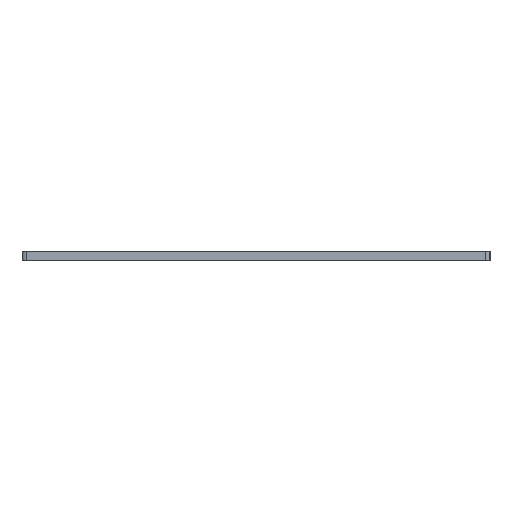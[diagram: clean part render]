
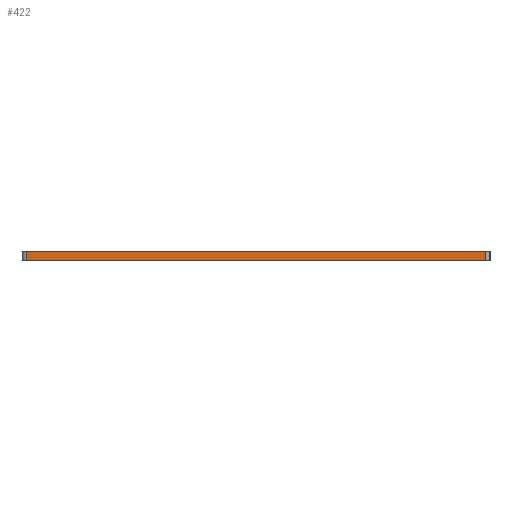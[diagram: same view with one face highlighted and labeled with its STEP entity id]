
A CAD part, left-side view. The second image highlights one B-rep face of the part: STEP entity #422.
In plain terms, the highlighted planar face has unit normal (-1, 0, 0).
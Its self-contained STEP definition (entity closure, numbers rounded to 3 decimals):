
#59 = DIRECTION ( 'NONE',  ( 0., 0., -1. ) ) ;
#398 = EDGE_CURVE ( 'NONE', #3240, #13587, #11152, .T. ) ;
#422 = ADVANCED_FACE ( 'NONE', ( #4637 ), #9007, .F. ) ;
#1188 = CARTESIAN_POINT ( 'NONE',  ( 8.855, 9.057, 2.5 ) ) ;
#1447 = ORIENTED_EDGE ( 'NONE', *, *, #398, .T. ) ;
#1903 = EDGE_CURVE ( 'NONE', #13587, #11699, #12882, .T. ) ;
#2351 = CARTESIAN_POINT ( 'NONE',  ( 8.855, 129.87, 2.5 ) ) ;
#2563 = VECTOR ( 'NONE', #10858, 1000. ) ;
#2735 = CARTESIAN_POINT ( 'NONE',  ( 8.855, 0., 2.5 ) ) ;
#2799 = LINE ( 'NONE', #2735, #11809 ) ;
#3240 = VERTEX_POINT ( 'NONE', #7386 ) ;
#3560 = CARTESIAN_POINT ( 'NONE',  ( 8.855, 0., 2.5 ) ) ;
#4017 = CARTESIAN_POINT ( 'NONE',  ( 8.855, 9.057, 0. ) ) ;
#4607 = ORIENTED_EDGE ( 'NONE', *, *, #1903, .T. ) ;
#4637 = FACE_OUTER_BOUND ( 'NONE', #6272, .T. ) ;
#5151 = DIRECTION ( 'NONE',  ( 0., -1., 0. ) ) ;
#5224 = CARTESIAN_POINT ( 'NONE',  ( 8.855, 9.057, 2.5 ) ) ;
#5500 = DIRECTION ( 'NONE',  ( 1., 0., 0. ) ) ;
#5929 = VECTOR ( 'NONE', #8177, 1000. ) ;
#6249 = ORIENTED_EDGE ( 'NONE', *, *, #12070, .F. ) ;
#6272 = EDGE_LOOP ( 'NONE', ( #4607, #12037, #6249, #1447 ) ) ;
#7386 = CARTESIAN_POINT ( 'NONE',  ( 8.855, 129.87, 2.5 ) ) ;
#8177 = DIRECTION ( 'NONE',  ( 0., -1., 0. ) ) ;
#8771 = DIRECTION ( 'NONE',  ( 0., 0., -1. ) ) ;
#9007 = PLANE ( 'NONE',  #9407 ) ;
#9055 = CARTESIAN_POINT ( 'NONE',  ( 8.855, 129.87, 0. ) ) ;
#9250 = CARTESIAN_POINT ( 'NONE',  ( 8.855, 0., 0. ) ) ;
#9407 = AXIS2_PLACEMENT_3D ( 'NONE', #3560, #5500, #59 ) ;
#10858 = DIRECTION ( 'NONE',  ( 0., 0., -1. ) ) ;
#11057 = LINE ( 'NONE', #1188, #11609 ) ;
#11152 = LINE ( 'NONE', #2351, #2563 ) ;
#11609 = VECTOR ( 'NONE', #8771, 1000. ) ;
#11699 = VERTEX_POINT ( 'NONE', #4017 ) ;
#11809 = VECTOR ( 'NONE', #5151, 1000. ) ;
#12037 = ORIENTED_EDGE ( 'NONE', *, *, #13492, .F. ) ;
#12070 = EDGE_CURVE ( 'NONE', #3240, #13714, #2799, .T. ) ;
#12882 = LINE ( 'NONE', #9250, #5929 ) ;
#13492 = EDGE_CURVE ( 'NONE', #13714, #11699, #11057, .T. ) ;
#13587 = VERTEX_POINT ( 'NONE', #9055 ) ;
#13714 = VERTEX_POINT ( 'NONE', #5224 ) ;
